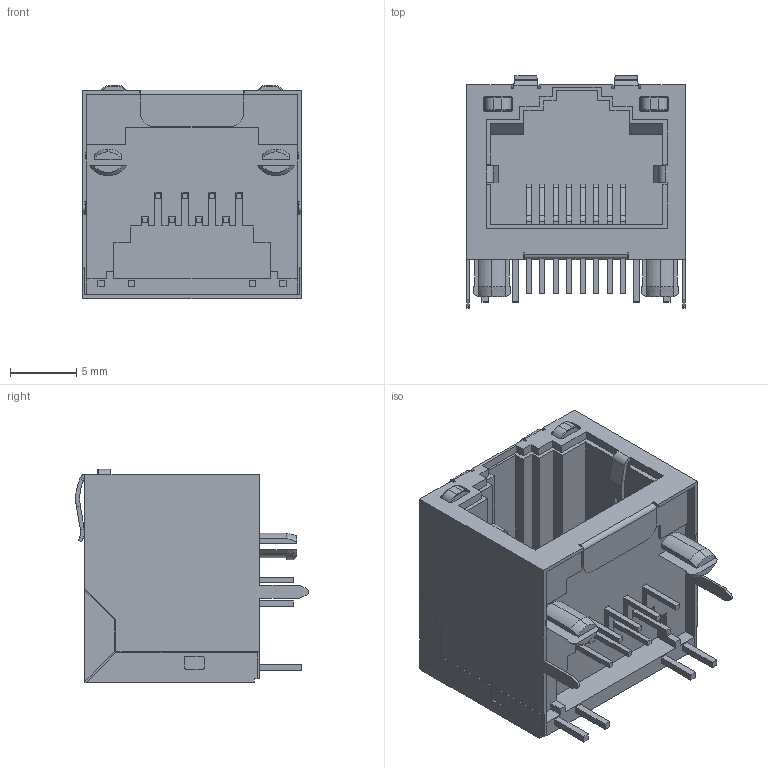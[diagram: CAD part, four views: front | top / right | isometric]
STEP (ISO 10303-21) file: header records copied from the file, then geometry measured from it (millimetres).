
FILE_DESCRIPTION (( 'STEP AP214' ), '1' );
FILE_NAME ('SW3dPS-481460010.STEP', '2009-09-17T09:41:38', ( 'SysAdmin' ), ( 'SolidWorks' ), 'SwSTEP 2.0', 'SolidWorks 2009', '' );
FILE_SCHEMA (( 'AUTOMOTIVE_DESIGN' ));
Length unit declared in the file: millimetre
Products named in the file (1): SW3dPS-481460010
Bounding box: 16.5 x 17.59 x 16.11 mm (x, y, z)
Volume: 1782.8 mm3; surface area: 2586.9 mm2
Topology: 2 solids, 2 shells, 642 faces, 1749 edges, 1135 vertices
Faces by surface type: plane 480, cylinder 136, bspline 12, torus 8, cone 6
Entity records: 25226 total; most frequent: CARTESIAN_POINT 4071, ORIENTED_EDGE 3498, DIRECTION 3233, EDGE_CURVE 1749, VECTOR 1447, LINE 1447, VERTEX_POINT 1135, AXIS2_PLACEMENT_3D 893
